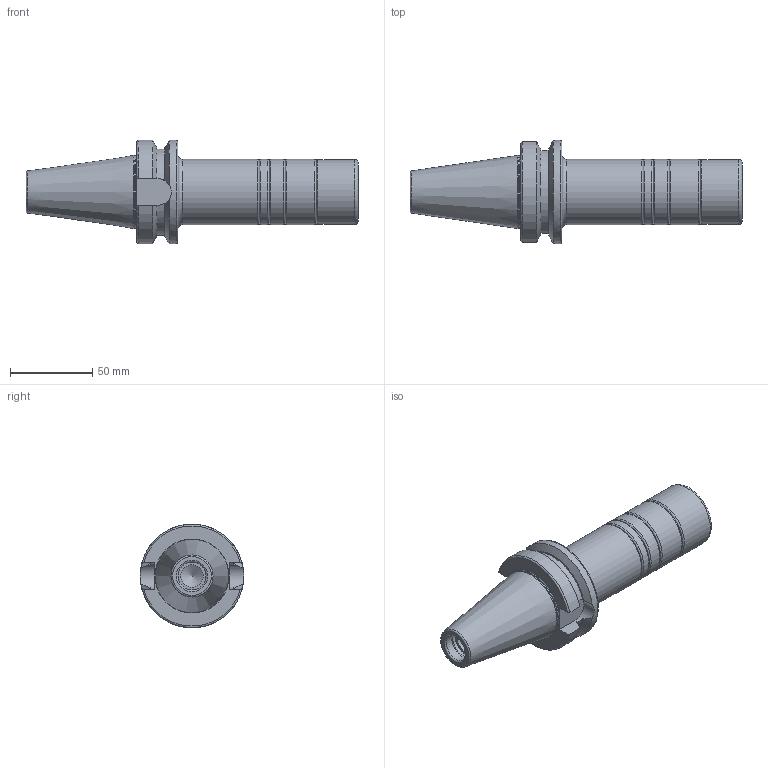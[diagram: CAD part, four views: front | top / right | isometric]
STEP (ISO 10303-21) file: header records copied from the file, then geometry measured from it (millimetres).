
FILE_DESCRIPTION(/* description */ (''),/* implementation_level */ '2;1');
FILE_NAME(/* name */ 'PH014-BT40-STUB25.4-76.2.stp',/* time_stamp */ '2024-01-29T11:10:15+09:00',/* author */ ('SSKT'),/* organization */ (''),/* preprocessor_version */ 'ST-DEVELOPER v19.2',/* originating_system */ 'Autodesk Inventor 2024',/* authorisation */ '');
FILE_SCHEMA (('AUTOMOTIVE_DESIGN { 1 0 10303 214 3 1 1 }'));
Length unit declared in the file: millimetre
Products named in the file (7): BT40-STUB25.4-76.2; BT40; 6.35x6.35x25(25.4용)-KEY; 0.25(6.35)-SPACER; 0.375(9.525)-SPACER; 0.75(19.05)-SPACER; STUB25.4-NUT
Assembly tree (6 placements, depth 2):
  BT40-STUB25.4-76.2
    BT40
    6.35x6.35x25(25.4용)-KEY
    0.25(6.35)-SPACER
    0.375(9.525)-SPACER
    0.75(19.05)-SPACER
    STUB25.4-NUT
Bounding box: 201.93 x 63 x 63 mm (x, y, z)
Volume: 260530.3 mm3; surface area: 49592.2 mm2
Topology: 6 solids, 6 shells, 109 faces, 265 edges, 175 vertices
Faces by surface type: plane 43, cylinder 29, cone 19, torus 18
Full cylindrical faces by diameter (mm): 13.835 x1, 17 x1, 17.6 x1, 22.4 x1, 23.114 x1, 24.8 x1, 25.4 x2, 27 x1, 39.6 x5, 44 x1, 63 x1
Entity records: 3606 total; most frequent: CARTESIAN_POINT 735, DIRECTION 596, ORIENTED_EDGE 528, EDGE_CURVE 264, AXIS2_PLACEMENT_3D 248, VERTEX_POINT 175, CIRCLE 126, EDGE_LOOP 125
